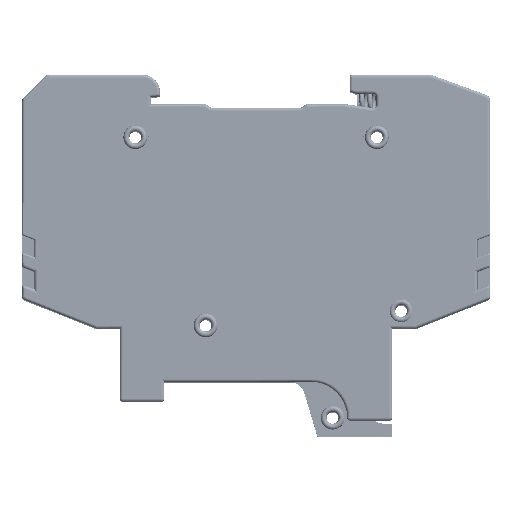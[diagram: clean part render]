
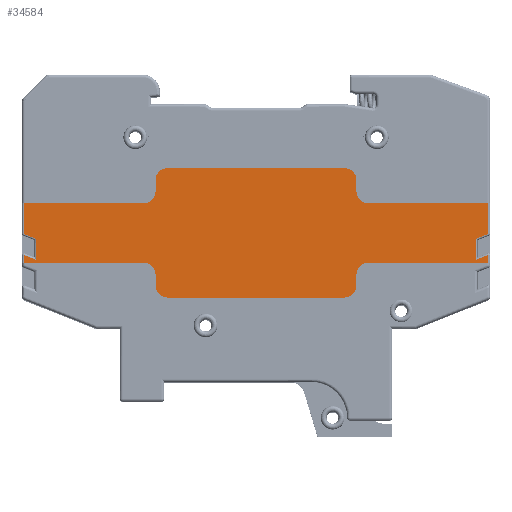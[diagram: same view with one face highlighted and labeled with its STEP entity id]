
A CAD part, top view. The second image highlights one B-rep face of the part: STEP entity #34584.
In plain terms, the highlighted planar face has unit normal (0, 0, 1).
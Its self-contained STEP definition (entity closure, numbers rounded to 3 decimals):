
#4980=FACE_OUTER_BOUND('',#44242,.T.);
#13159=LINE('',#202296,#23255);
#13601=LINE('',#203705,#23698);
#13602=LINE('',#203708,#23699);
#13603=LINE('',#203710,#23700);
#13604=LINE('',#203714,#23701);
#13605=LINE('',#203718,#23702);
#13606=LINE('',#203722,#23703);
#13607=LINE('',#203726,#23704);
#13608=LINE('',#203728,#23705);
#13609=LINE('',#203730,#23706);
#13610=LINE('',#203732,#23707);
#13611=LINE('',#203734,#23708);
#13612=LINE('',#203736,#23709);
#13613=LINE('',#203739,#23710);
#13614=LINE('',#203743,#23711);
#13615=LINE('',#203747,#23712);
#13616=LINE('',#203751,#23713);
#13617=LINE('',#203753,#23714);
#13618=LINE('',#203755,#23715);
#13619=LINE('',#203757,#23716);
#23255=VECTOR('',#138518,1.);
#23698=VECTOR('',#139713,1.);
#23699=VECTOR('',#139714,1.);
#23700=VECTOR('',#139715,1.);
#23701=VECTOR('',#139718,1.);
#23702=VECTOR('',#139721,1.);
#23703=VECTOR('',#139724,1.);
#23704=VECTOR('',#139727,1.);
#23705=VECTOR('',#139728,1.);
#23706=VECTOR('',#139729,1.);
#23707=VECTOR('',#139730,1.);
#23708=VECTOR('',#139731,1.);
#23709=VECTOR('',#139732,1.);
#23710=VECTOR('',#139735,1.);
#23711=VECTOR('',#139738,1.);
#23712=VECTOR('',#139741,1.);
#23713=VECTOR('',#139744,1.);
#23714=VECTOR('',#139745,1.);
#23715=VECTOR('',#139746,1.);
#23716=VECTOR('',#139747,1.);
#29761=PLANE('',#115594);
#34584=ADVANCED_FACE('',(#4980),#29761,.F.);
#44242=EDGE_LOOP('',(#66408,#66409,#66410,#66411,#66412,#66413,#66414,#66415,
#66416,#66417,#66418,#66419,#66420,#66421,#66422,#66423,#66424,#66425,#66426,
#66427,#66428,#66429,#66430,#66431,#66432,#66433,#66434,#66435));
#66408=ORIENTED_EDGE('',*,*,#98483,.T.);
#66409=ORIENTED_EDGE('',*,*,#98484,.T.);
#66410=ORIENTED_EDGE('',*,*,#98485,.T.);
#66411=ORIENTED_EDGE('',*,*,#98486,.T.);
#66412=ORIENTED_EDGE('',*,*,#98487,.T.);
#66413=ORIENTED_EDGE('',*,*,#98488,.T.);
#66414=ORIENTED_EDGE('',*,*,#98489,.T.);
#66415=ORIENTED_EDGE('',*,*,#98490,.T.);
#66416=ORIENTED_EDGE('',*,*,#98491,.T.);
#66417=ORIENTED_EDGE('',*,*,#98492,.T.);
#66418=ORIENTED_EDGE('',*,*,#98493,.T.);
#66419=ORIENTED_EDGE('',*,*,#98494,.T.);
#66420=ORIENTED_EDGE('',*,*,#98495,.T.);
#66421=ORIENTED_EDGE('',*,*,#98496,.T.);
#66422=ORIENTED_EDGE('',*,*,#98497,.T.);
#66423=ORIENTED_EDGE('',*,*,#98498,.T.);
#66424=ORIENTED_EDGE('',*,*,#97852,.T.);
#66425=ORIENTED_EDGE('',*,*,#98499,.T.);
#66426=ORIENTED_EDGE('',*,*,#98500,.T.);
#66427=ORIENTED_EDGE('',*,*,#98501,.T.);
#66428=ORIENTED_EDGE('',*,*,#98502,.T.);
#66429=ORIENTED_EDGE('',*,*,#98503,.T.);
#66430=ORIENTED_EDGE('',*,*,#98504,.T.);
#66431=ORIENTED_EDGE('',*,*,#98505,.T.);
#66432=ORIENTED_EDGE('',*,*,#98506,.T.);
#66433=ORIENTED_EDGE('',*,*,#98507,.T.);
#66434=ORIENTED_EDGE('',*,*,#98508,.T.);
#66435=ORIENTED_EDGE('',*,*,#98509,.T.);
#84452=VERTEX_POINT('',#202288);
#84456=VERTEX_POINT('',#202295);
#84876=VERTEX_POINT('',#203706);
#84877=VERTEX_POINT('',#203707);
#84878=VERTEX_POINT('',#203709);
#84879=VERTEX_POINT('',#203711);
#84880=VERTEX_POINT('',#203713);
#84881=VERTEX_POINT('',#203715);
#84882=VERTEX_POINT('',#203717);
#84883=VERTEX_POINT('',#203719);
#84884=VERTEX_POINT('',#203721);
#84885=VERTEX_POINT('',#203723);
#84886=VERTEX_POINT('',#203725);
#84887=VERTEX_POINT('',#203727);
#84888=VERTEX_POINT('',#203729);
#84889=VERTEX_POINT('',#203731);
#84890=VERTEX_POINT('',#203733);
#84891=VERTEX_POINT('',#203735);
#84892=VERTEX_POINT('',#203738);
#84893=VERTEX_POINT('',#203740);
#84894=VERTEX_POINT('',#203742);
#84895=VERTEX_POINT('',#203744);
#84896=VERTEX_POINT('',#203746);
#84897=VERTEX_POINT('',#203748);
#84898=VERTEX_POINT('',#203750);
#84899=VERTEX_POINT('',#203752);
#84900=VERTEX_POINT('',#203754);
#84901=VERTEX_POINT('',#203756);
#97852=EDGE_CURVE('',#84452,#84456,#13159,.T.);
#98483=EDGE_CURVE('',#84876,#84877,#13601,.T.);
#98484=EDGE_CURVE('',#84877,#84878,#13602,.T.);
#98485=EDGE_CURVE('',#84878,#84879,#13603,.T.);
#98486=EDGE_CURVE('',#84879,#84880,#107102,.T.);
#98487=EDGE_CURVE('',#84880,#84881,#13604,.T.);
#98488=EDGE_CURVE('',#84881,#84882,#107103,.T.);
#98489=EDGE_CURVE('',#84882,#84883,#13605,.T.);
#98490=EDGE_CURVE('',#84883,#84884,#107104,.T.);
#98491=EDGE_CURVE('',#84884,#84885,#13606,.T.);
#98492=EDGE_CURVE('',#84885,#84886,#107105,.T.);
#98493=EDGE_CURVE('',#84886,#84887,#13607,.T.);
#98494=EDGE_CURVE('',#84887,#84888,#13608,.T.);
#98495=EDGE_CURVE('',#84888,#84889,#13609,.T.);
#98496=EDGE_CURVE('',#84889,#84890,#13610,.T.);
#98497=EDGE_CURVE('',#84890,#84891,#13611,.T.);
#98498=EDGE_CURVE('',#84891,#84452,#13612,.T.);
#98499=EDGE_CURVE('',#84456,#84892,#107106,.T.);
#98500=EDGE_CURVE('',#84892,#84893,#13613,.T.);
#98501=EDGE_CURVE('',#84893,#84894,#107107,.T.);
#98502=EDGE_CURVE('',#84894,#84895,#13614,.T.);
#98503=EDGE_CURVE('',#84895,#84896,#107108,.T.);
#98504=EDGE_CURVE('',#84896,#84897,#13615,.T.);
#98505=EDGE_CURVE('',#84897,#84898,#107109,.T.);
#98506=EDGE_CURVE('',#84898,#84899,#13616,.T.);
#98507=EDGE_CURVE('',#84899,#84900,#13617,.T.);
#98508=EDGE_CURVE('',#84900,#84901,#13618,.T.);
#98509=EDGE_CURVE('',#84901,#84876,#13619,.T.);
#107102=CIRCLE('',#115586,2.);
#107103=CIRCLE('',#115587,2.);
#107104=CIRCLE('',#115588,2.);
#107105=CIRCLE('',#115589,2.);
#107106=CIRCLE('',#115590,2.);
#107107=CIRCLE('',#115591,2.);
#107108=CIRCLE('',#115592,2.);
#107109=CIRCLE('',#115593,2.);
#115586=AXIS2_PLACEMENT_3D('',#203712,#139716,#139717);
#115587=AXIS2_PLACEMENT_3D('',#203716,#139719,#139720);
#115588=AXIS2_PLACEMENT_3D('',#203720,#139722,#139723);
#115589=AXIS2_PLACEMENT_3D('',#203724,#139725,#139726);
#115590=AXIS2_PLACEMENT_3D('',#203737,#139733,#139734);
#115591=AXIS2_PLACEMENT_3D('',#203741,#139736,#139737);
#115592=AXIS2_PLACEMENT_3D('',#203745,#139739,#139740);
#115593=AXIS2_PLACEMENT_3D('',#203749,#139742,#139743);
#115594=AXIS2_PLACEMENT_3D('',#203758,#139748,#139749);
#138518=DIRECTION('',(-1.,0.,0.));
#139713=DIRECTION('',(-0.929,0.37,0.));
#139714=DIRECTION('',(0.,-1.,0.));
#139715=DIRECTION('',(1.,0.,0.));
#139716=DIRECTION('',(0.,0.,-1.));
#139717=DIRECTION('',(1.,0.,0.));
#139718=DIRECTION('',(0.,-1.,0.));
#139719=DIRECTION('',(0.,0.,1.));
#139720=DIRECTION('',(1.,0.,0.));
#139721=DIRECTION('',(1.,0.,0.));
#139722=DIRECTION('',(0.,0.,1.));
#139723=DIRECTION('',(1.,0.,0.));
#139724=DIRECTION('',(0.,1.,0.));
#139725=DIRECTION('',(0.,0.,-1.));
#139726=DIRECTION('',(1.,0.,0.));
#139727=DIRECTION('',(1.,0.,0.));
#139728=DIRECTION('',(0.,1.,0.));
#139729=DIRECTION('',(-0.929,-0.37,0.));
#139730=DIRECTION('',(0.,1.,0.));
#139731=DIRECTION('',(0.929,0.37,0.));
#139732=DIRECTION('',(0.,1.,0.));
#139733=DIRECTION('',(0.,0.,-1.));
#139734=DIRECTION('',(1.,0.,0.));
#139735=DIRECTION('',(0.,1.,0.));
#139736=DIRECTION('',(0.,0.,1.));
#139737=DIRECTION('',(1.,0.,0.));
#139738=DIRECTION('',(-1.,0.,0.));
#139739=DIRECTION('',(0.,0.,1.));
#139740=DIRECTION('',(1.,0.,0.));
#139741=DIRECTION('',(0.,-1.,0.));
#139742=DIRECTION('',(0.,0.,-1.));
#139743=DIRECTION('',(1.,0.,0.));
#139744=DIRECTION('',(-1.,0.,0.));
#139745=DIRECTION('',(0.,-1.,0.));
#139746=DIRECTION('',(0.929,-0.37,0.));
#139747=DIRECTION('',(0.,-1.,0.));
#139748=DIRECTION('',(0.,0.,-1.));
#139749=DIRECTION('',(-1.,0.,0.));
#202288=CARTESIAN_POINT('',(1091.404,-864.162,573.181));
#202295=CARTESIAN_POINT('',(1071.204,-864.162,573.181));
#202296=CARTESIAN_POINT('',(1064.779,-864.162,573.181));
#203705=CARTESIAN_POINT('',(1012.743,-872.73,573.181));
#203706=CARTESIAN_POINT('',(1015.254,-873.73,573.181));
#203707=CARTESIAN_POINT('',(1013.154,-872.894,573.181));
#203708=CARTESIAN_POINT('',(1013.154,-869.162,573.181));
#203709=CARTESIAN_POINT('',(1013.154,-874.162,573.181));
#203710=CARTESIAN_POINT('',(1052.279,-874.162,573.181));
#203711=CARTESIAN_POINT('',(1033.354,-874.162,573.181));
#203712=CARTESIAN_POINT('',(1033.354,-876.162,573.181));
#203713=CARTESIAN_POINT('',(1035.354,-876.162,573.181));
#203714=CARTESIAN_POINT('',(1035.354,-903.459,573.181));
#203715=CARTESIAN_POINT('',(1035.354,-878.062,573.181));
#203716=CARTESIAN_POINT('',(1037.354,-878.062,573.181));
#203717=CARTESIAN_POINT('',(1037.354,-880.062,573.181));
#203718=CARTESIAN_POINT('',(1052.279,-880.062,573.181));
#203719=CARTESIAN_POINT('',(1067.204,-880.062,573.181));
#203720=CARTESIAN_POINT('',(1067.204,-878.062,573.181));
#203721=CARTESIAN_POINT('',(1069.204,-878.062,573.181));
#203722=CARTESIAN_POINT('',(1069.204,-903.459,573.181));
#203723=CARTESIAN_POINT('',(1069.204,-876.162,573.181));
#203724=CARTESIAN_POINT('',(1071.204,-876.162,573.181));
#203725=CARTESIAN_POINT('',(1071.204,-874.162,573.181));
#203726=CARTESIAN_POINT('',(1052.279,-874.162,573.181));
#203727=CARTESIAN_POINT('',(1091.404,-874.162,573.181));
#203728=CARTESIAN_POINT('',(1091.404,-872.451,573.181));
#203729=CARTESIAN_POINT('',(1091.404,-872.894,573.181));
#203730=CARTESIAN_POINT('',(1089.715,-873.567,573.181));
#203731=CARTESIAN_POINT('',(1089.304,-873.73,573.181));
#203732=CARTESIAN_POINT('',(1089.304,-869.162,573.181));
#203733=CARTESIAN_POINT('',(1089.304,-870.178,573.181));
#203734=CARTESIAN_POINT('',(1057.7,-882.769,573.181));
#203735=CARTESIAN_POINT('',(1091.404,-869.341,573.181));
#203736=CARTESIAN_POINT('',(1091.404,-864.162,573.181));
#203737=CARTESIAN_POINT('',(1071.204,-862.162,573.181));
#203738=CARTESIAN_POINT('',(1069.204,-862.162,573.181));
#203739=CARTESIAN_POINT('',(1069.204,-903.459,573.181));
#203740=CARTESIAN_POINT('',(1069.204,-860.262,573.181));
#203741=CARTESIAN_POINT('',(1067.204,-860.262,573.181));
#203742=CARTESIAN_POINT('',(1067.204,-858.262,573.181));
#203743=CARTESIAN_POINT('',(1052.279,-858.262,573.181));
#203744=CARTESIAN_POINT('',(1037.354,-858.262,573.181));
#203745=CARTESIAN_POINT('',(1037.354,-860.262,573.181));
#203746=CARTESIAN_POINT('',(1035.354,-860.262,573.181));
#203747=CARTESIAN_POINT('',(1035.354,-903.459,573.181));
#203748=CARTESIAN_POINT('',(1035.354,-862.162,573.181));
#203749=CARTESIAN_POINT('',(1033.354,-862.162,573.181));
#203750=CARTESIAN_POINT('',(1033.354,-864.162,573.181));
#203751=CARTESIAN_POINT('',(1064.779,-864.162,573.181));
#203752=CARTESIAN_POINT('',(1013.154,-864.162,573.181));
#203753=CARTESIAN_POINT('',(1013.154,-869.162,573.181));
#203754=CARTESIAN_POINT('',(1013.154,-869.341,573.181));
#203755=CARTESIAN_POINT('',(1046.858,-882.769,573.181));
#203756=CARTESIAN_POINT('',(1015.254,-870.178,573.181));
#203757=CARTESIAN_POINT('',(1015.254,-869.162,573.181));
#203758=CARTESIAN_POINT('',(1052.279,-869.162,573.181));
